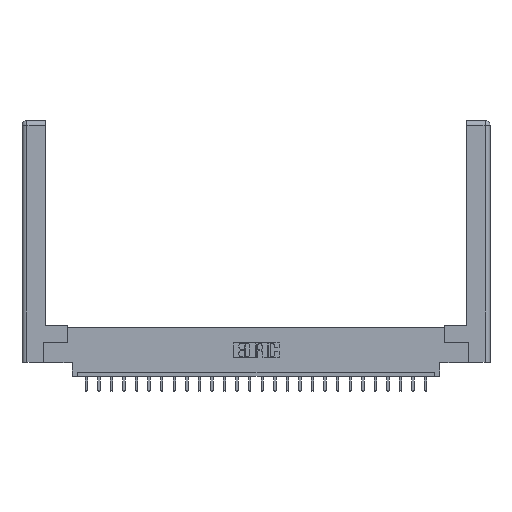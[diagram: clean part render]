
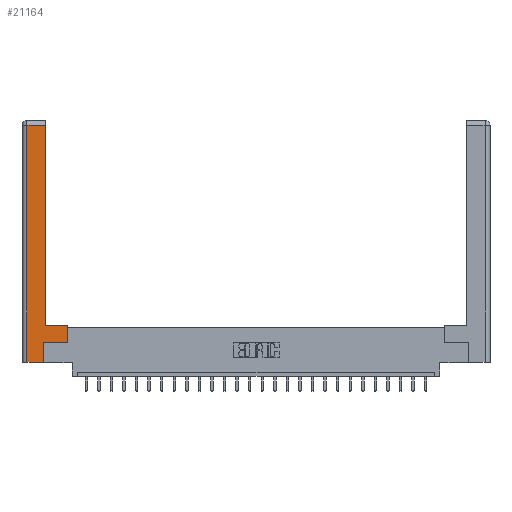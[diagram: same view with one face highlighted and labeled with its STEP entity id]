
A CAD part, top view. The second image highlights one B-rep face of the part: STEP entity #21164.
In plain terms, the highlighted planar face has unit normal (0, 0, 1).
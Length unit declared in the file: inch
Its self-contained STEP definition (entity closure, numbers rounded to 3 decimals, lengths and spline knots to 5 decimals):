
#111 = LINE ( 'NONE', #18942, #22301 ) ;
#877 = CARTESIAN_POINT ( 'NONE',  ( 0.265, 0., 0. ) ) ;
#1069 = EDGE_LOOP ( 'NONE', ( #12486, #1627, #16420, #2025, #9798, #25184, #9188, #10500 ) ) ;
#1627 = ORIENTED_EDGE ( 'NONE', *, *, #4510, .T. ) ;
#1668 = VECTOR ( 'NONE', #23138, 39.37008 ) ;
#1756 = CARTESIAN_POINT ( 'NONE',  ( 0.565, 0.245, 0. ) ) ;
#1988 = CARTESIAN_POINT ( 'NONE',  ( 0.295, 0.45, 0. ) ) ;
#2025 = ORIENTED_EDGE ( 'NONE', *, *, #4214, .T. ) ;
#2238 = VERTEX_POINT ( 'NONE', #1988 ) ;
#2602 = VERTEX_POINT ( 'NONE', #23006 ) ;
#2738 = EDGE_CURVE ( 'NONE', #25230, #3180, #111, .T. ) ;
#3180 = VERTEX_POINT ( 'NONE', #20355 ) ;
#3283 = VERTEX_POINT ( 'NONE', #16837 ) ;
#3384 = VECTOR ( 'NONE', #20314, 39.37008 ) ;
#3723 = LINE ( 'NONE', #11786, #6485 ) ;
#4214 = EDGE_CURVE ( 'NONE', #19381, #16745, #5586, .T. ) ;
#4230 = CARTESIAN_POINT ( 'NONE',  ( 0.295, 0.45, 0. ) ) ;
#4510 = EDGE_CURVE ( 'NONE', #2602, #17353, #23445, .T. ) ;
#4736 = DIRECTION ( 'NONE',  ( 0., 1., 0. ) ) ;
#5364 = FACE_OUTER_BOUND ( 'NONE', #1069, .T. ) ;
#5555 = VECTOR ( 'NONE', #23771, 39.37008 ) ;
#5586 = LINE ( 'NONE', #25316, #12647 ) ;
#5783 = LINE ( 'NONE', #20231, #12254 ) ;
#6101 = LINE ( 'NONE', #1756, #12559 ) ;
#6485 = VECTOR ( 'NONE', #9983, 39.37008 ) ;
#6774 = LINE ( 'NONE', #4230, #5555 ) ;
#8698 = EDGE_CURVE ( 'NONE', #2238, #2602, #3723, .T. ) ;
#9092 = EDGE_CURVE ( 'NONE', #3180, #2238, #6774, .T. ) ;
#9188 = ORIENTED_EDGE ( 'NONE', *, *, #2738, .T. ) ;
#9798 = ORIENTED_EDGE ( 'NONE', *, *, #25405, .T. ) ;
#9983 = DIRECTION ( 'NONE',  ( 0., 1., 0. ) ) ;
#10198 = CARTESIAN_POINT ( 'NONE',  ( 0.565, 0.245, 0. ) ) ;
#10500 = ORIENTED_EDGE ( 'NONE', *, *, #9092, .T. ) ;
#11534 = CARTESIAN_POINT ( 'NONE',  ( 0.0615, 0., 0. ) ) ;
#11786 = CARTESIAN_POINT ( 'NONE',  ( 0.295, 3., 0. ) ) ;
#12254 = VECTOR ( 'NONE', #4736, 39.37008 ) ;
#12486 = ORIENTED_EDGE ( 'NONE', *, *, #8698, .T. ) ;
#12559 = VECTOR ( 'NONE', #25451, 39.37008 ) ;
#12647 = VECTOR ( 'NONE', #13791, 39.37008 ) ;
#13224 = DIRECTION ( 'NONE',  ( -1., 0., 0. ) ) ;
#13791 = DIRECTION ( 'NONE',  ( 1., 0., 0. ) ) ;
#14339 = CARTESIAN_POINT ( 'NONE',  ( 0.0615, 2.94, 0. ) ) ;
#14352 = EDGE_CURVE ( 'NONE', #3283, #25230, #6101, .T. ) ;
#14585 = CARTESIAN_POINT ( 'NONE',  ( 0.0615, 0., 0. ) ) ;
#15215 = CARTESIAN_POINT ( 'NONE',  ( 0.0615, 2.94, 0. ) ) ;
#16214 = AXIS2_PLACEMENT_3D ( 'NONE', #20879, #19161, #13224 ) ;
#16420 = ORIENTED_EDGE ( 'NONE', *, *, #20788, .T. ) ;
#16745 = VERTEX_POINT ( 'NONE', #877 ) ;
#16837 = CARTESIAN_POINT ( 'NONE',  ( 0.265, 0.245, 0. ) ) ;
#17353 = VERTEX_POINT ( 'NONE', #15215 ) ;
#18942 = CARTESIAN_POINT ( 'NONE',  ( 0.565, 0.45, 0. ) ) ;
#19161 = DIRECTION ( 'NONE',  ( 0., 0., -1. ) ) ;
#19381 = VERTEX_POINT ( 'NONE', #14585 ) ;
#19560 = LINE ( 'NONE', #11534, #1668 ) ;
#20231 = CARTESIAN_POINT ( 'NONE',  ( 0.265, 0.245, 0. ) ) ;
#20314 = DIRECTION ( 'NONE',  ( -1., 0., 0. ) ) ;
#20355 = CARTESIAN_POINT ( 'NONE',  ( 0.565, 0.45, 0. ) ) ;
#20788 = EDGE_CURVE ( 'NONE', #17353, #19381, #19560, .T. ) ;
#20879 = CARTESIAN_POINT ( 'NONE',  ( 0., 0., 0. ) ) ;
#21164 = ADVANCED_FACE ( 'NONE', ( #5364 ), #24740, .F. ) ;
#22301 = VECTOR ( 'NONE', #24775, 39.37008 ) ;
#23006 = CARTESIAN_POINT ( 'NONE',  ( 0.295, 2.94, 0. ) ) ;
#23138 = DIRECTION ( 'NONE',  ( 0., -1., 0. ) ) ;
#23445 = LINE ( 'NONE', #14339, #3384 ) ;
#23771 = DIRECTION ( 'NONE',  ( -1., 0., 0. ) ) ;
#24740 = PLANE ( 'NONE',  #16214 ) ;
#24775 = DIRECTION ( 'NONE',  ( 0., 1., 0. ) ) ;
#25184 = ORIENTED_EDGE ( 'NONE', *, *, #14352, .T. ) ;
#25230 = VERTEX_POINT ( 'NONE', #10198 ) ;
#25316 = CARTESIAN_POINT ( 'NONE',  ( 0.265, 0., 0. ) ) ;
#25405 = EDGE_CURVE ( 'NONE', #16745, #3283, #5783, .T. ) ;
#25451 = DIRECTION ( 'NONE',  ( 1., 0., 0. ) ) ;
